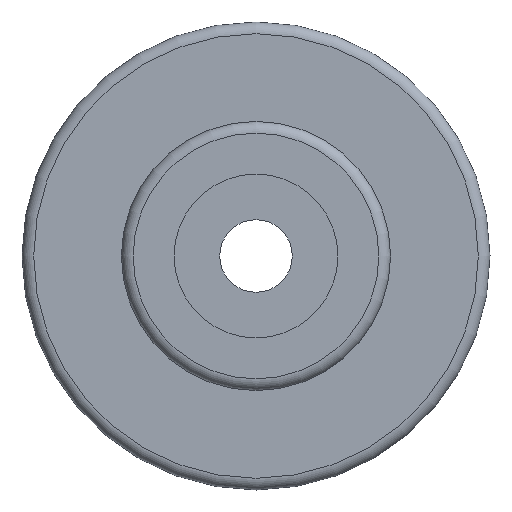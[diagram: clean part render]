
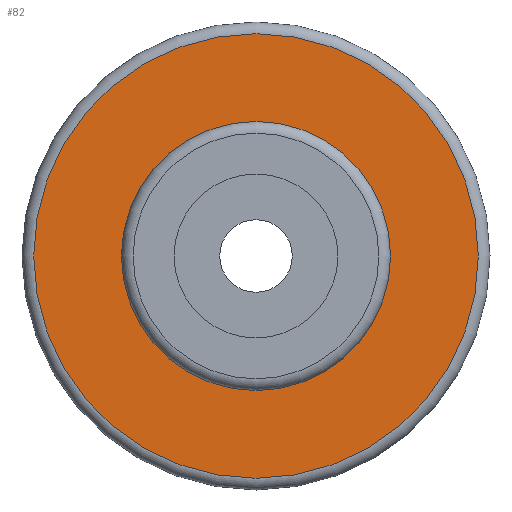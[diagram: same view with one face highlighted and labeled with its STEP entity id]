
A CAD part, left-side view. The second image highlights one B-rep face of the part: STEP entity #82.
In plain terms, the highlighted planar face has unit normal (-1, 0, 0).
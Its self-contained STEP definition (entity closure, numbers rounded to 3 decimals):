
#82 = ADVANCED_FACE( '', ( #113, #114 ), #115, .T. );
#113 = FACE_BOUND( '', #161, .T. );
#114 = FACE_OUTER_BOUND( '', #162, .T. );
#115 = PLANE( '', #163 );
#161 = EDGE_LOOP( '', ( #223 ) );
#162 = EDGE_LOOP( '', ( #224 ) );
#163 = AXIS2_PLACEMENT_3D( '', #225, #226, #227 );
#223 = ORIENTED_EDGE( '', *, *, #278, .T. );
#224 = ORIENTED_EDGE( '', *, *, #268, .F. );
#225 = CARTESIAN_POINT( '', ( -4.5, 19., 0. ) );
#226 = DIRECTION( '', ( -1., 0., 0. ) );
#227 = DIRECTION( '', ( 0., 0., 1. ) );
#268 = EDGE_CURVE( '', #284, #284, #285, .T. );
#278 = EDGE_CURVE( '', #304, #304, #305, .T. );
#284 = VERTEX_POINT( '', #316 );
#285 = CIRCLE( '', #317, 19. );
#304 = VERTEX_POINT( '', #336 );
#305 = CIRCLE( '', #337, 11.5 );
#316 = CARTESIAN_POINT( '', ( -4.5, 0., -19. ) );
#317 = AXIS2_PLACEMENT_3D( '', #348, #349, #350 );
#336 = CARTESIAN_POINT( '', ( -4.5, 0., -11.5 ) );
#337 = AXIS2_PLACEMENT_3D( '', #378, #379, #380 );
#348 = CARTESIAN_POINT( '', ( -4.5, 0., 0. ) );
#349 = DIRECTION( '', ( 1., 0., 0. ) );
#350 = DIRECTION( '', ( 0., 0., -1. ) );
#378 = CARTESIAN_POINT( '', ( -4.5, 0., 0. ) );
#379 = DIRECTION( '', ( 1., 0., 0. ) );
#380 = DIRECTION( '', ( 0., 0., -1. ) );
